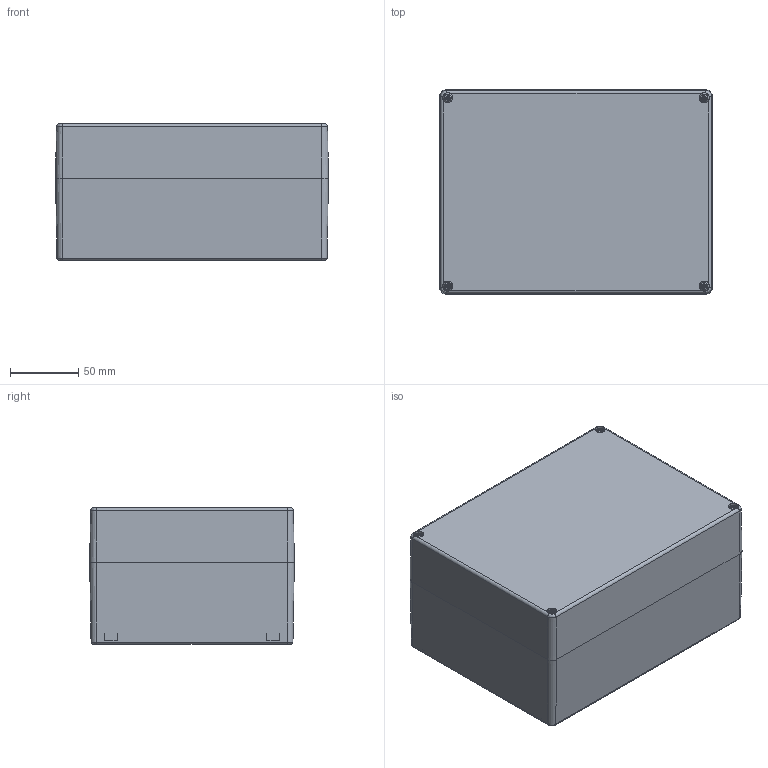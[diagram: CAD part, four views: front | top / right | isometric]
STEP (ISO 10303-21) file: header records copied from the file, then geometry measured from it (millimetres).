
FILE_DESCRIPTION (( 'STEP AP214' ), '1' );
FILE_NAME ('BB201510W.STEP', '2019-07-09T16:04:48', ( '' ), ( '' ), 'SwSTEP 2.0', 'SolidWorks 2018', '' );
FILE_SCHEMA (( 'AUTOMOTIVE_DESIGN' ));
Length unit declared in the file: inch
Products named in the file (1): BB201510W
Bounding box: 200 x 150 x 100 mm (x, y, z)
Volume: 460508.5 mm3; surface area: 286403.4 mm2
Topology: 11 solids, 11 shells, 1723 faces, 4207 edges, 2542 vertices
Faces by surface type: plane 622, cylinder 448, cone 375, bspline 266, torus 12
Full cylindrical faces by diameter (mm): 3.242 x4, 3.3 x4, 4 x4, 4.4 x4, 4.5 x4, 4.8 x4, 5 x4, 5.1 x4, 6.8 x4, 7 x4, 7.4 x8
Entity records: 61308 total; most frequent: CARTESIAN_POINT 23974, ORIENTED_EDGE 8008, DIRECTION 7344, EDGE_CURVE 4004, AXIS2_PLACEMENT_3D 2988, VERTEX_POINT 2472, EDGE_LOOP 1926, FACE_OUTER_BOUND 1809
